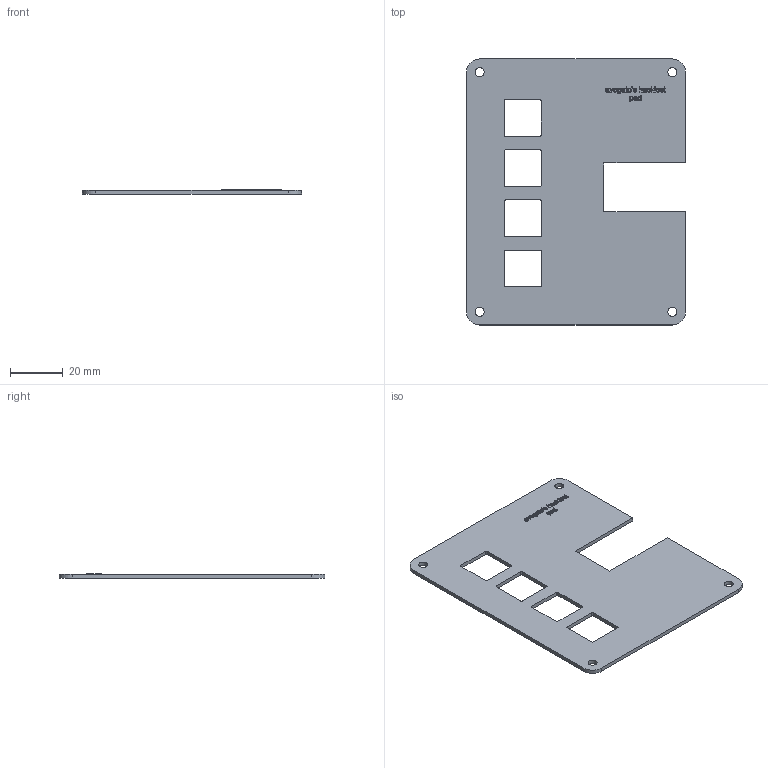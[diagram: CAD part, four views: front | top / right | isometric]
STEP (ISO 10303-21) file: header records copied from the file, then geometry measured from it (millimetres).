
FILE_DESCRIPTION(/* description */ (''),/* implementation_level */ '2;1');
FILE_NAME(/* name */ '0046c2d5-3a72-4702-b9f3-13ca20f3d017.stp',/* time_stamp */ '2025-06-28T20:34:01Z',/* author */ (''),/* organization */ (''),/* preprocessor_version */ 'ST-DEVELOPER v20.1',/* originating_system */ 'Autodesk Translation Framework v14.10.0.0',/* authorisation */ '');
FILE_SCHEMA (('AUTOMOTIVE_DESIGN { 1 0 10303 214 3 1 1 }'));
Length unit declared in the file: millimetre
Products named in the file (1): 2025-06-28-14-47-15-970
Bounding box: 83.19 x 101 x 1.7 mm (x, y, z)
Volume: 10484.2 mm3; surface area: 15033.1 mm2
Topology: 1 solids, 1 shells, 534 faces, 1503 edges, 1002 vertices
Faces by surface type: bspline 349, plane 161, cylinder 24
Full cylindrical faces by diameter (mm): 3.4 x4
Entity records: 22604 total; most frequent: CARTESIAN_POINT 11107, ORIENTED_EDGE 3006, EDGE_CURVE 1503, DIRECTION 1225, VERTEX_POINT 1002, LINE 757, VECTOR 757, B_SPLINE_CURVE_WITH_KNOTS 698
